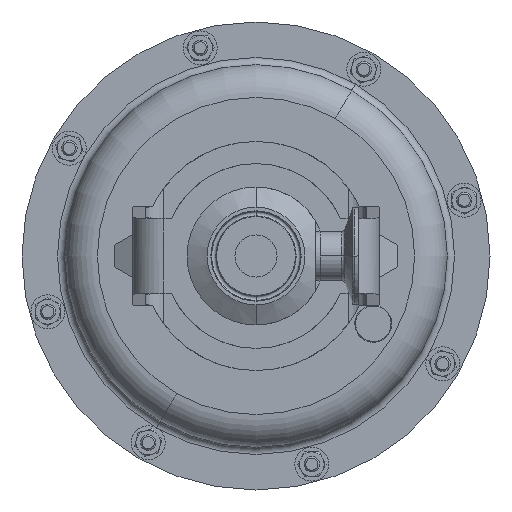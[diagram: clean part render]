
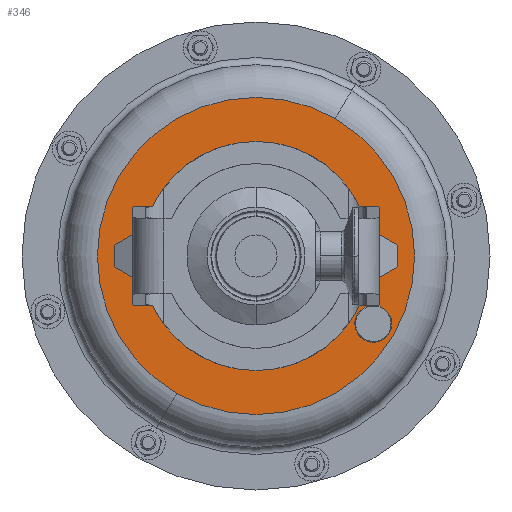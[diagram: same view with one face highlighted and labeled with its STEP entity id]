
A CAD part, front view. The second image highlights one B-rep face of the part: STEP entity #346.
In plain terms, the highlighted planar face has unit normal (0, -1, 0).
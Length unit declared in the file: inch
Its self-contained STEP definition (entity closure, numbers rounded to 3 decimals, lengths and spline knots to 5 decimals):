
#109 = DIRECTION ( 'NONE',  ( 0., 1., 0. ) ) ;
#162 = VERTEX_POINT ( 'NONE', #22926 ) ;
#346 = ADVANCED_FACE ( 'NONE', ( #17941, #19033, #27667 ), #6807, .T. ) ;
#890 = CIRCLE ( 'NONE', #6734, 0.375 ) ;
#1041 = AXIS2_PLACEMENT_3D ( 'NONE', #21179, #109, #11610 ) ;
#1834 = AXIS2_PLACEMENT_3D ( 'NONE', #11022, #22577, #8232 ) ;
#2875 = ORIENTED_EDGE ( 'NONE', *, *, #13338, .F. ) ;
#4630 = CARTESIAN_POINT ( 'NONE',  ( 0., 7.295, 0.61305 ) ) ;
#4737 = ORIENTED_EDGE ( 'NONE', *, *, #13559, .T. ) ;
#5187 = ORIENTED_EDGE ( 'NONE', *, *, #14360, .F. ) ;
#5778 = EDGE_LOOP ( 'NONE', ( #15929, #10563 ) ) ;
#6188 = EDGE_LOOP ( 'NONE', ( #2875, #5187 ) ) ;
#6577 = DIRECTION ( 'NONE',  ( 0., 1., 0. ) ) ;
#6610 = DIRECTION ( 'NONE',  ( 0., 1., 0. ) ) ;
#6734 = AXIS2_PLACEMENT_3D ( 'NONE', #14054, #6913, #23558 ) ;
#6807 = PLANE ( 'NONE',  #28116 ) ;
#6867 = CARTESIAN_POINT ( 'NONE',  ( 0., 7.295, 0.61305 ) ) ;
#6913 = DIRECTION ( 'NONE',  ( 0., 1., 0. ) ) ;
#8232 = DIRECTION ( 'NONE',  ( 0.5, 0., 0.866 ) ) ;
#8595 = AXIS2_PLACEMENT_3D ( 'NONE', #4630, #6610, #13648 ) ;
#10382 = CIRCLE ( 'NONE', #1041, 2.325 ) ;
#10563 = ORIENTED_EDGE ( 'NONE', *, *, #26923, .T. ) ;
#10592 = CIRCLE ( 'NONE', #21229, 0.375 ) ;
#11022 = CARTESIAN_POINT ( 'NONE',  ( 0., 7.295, 0.61305 ) ) ;
#11276 = DIRECTION ( 'NONE',  ( 0., -1., 0. ) ) ;
#11366 = DIRECTION ( 'NONE',  ( -0.5, 0., -0.866 ) ) ;
#11495 = CARTESIAN_POINT ( 'NONE',  ( 2.38157, 7.295, -0.76195 ) ) ;
#11610 = DIRECTION ( 'NONE',  ( 0., 0., -1. ) ) ;
#11697 = CARTESIAN_POINT ( 'NONE',  ( 2.1546, 7.295, -1.06046 ) ) ;
#12122 = VERTEX_POINT ( 'NONE', #16735 ) ;
#12317 = VERTEX_POINT ( 'NONE', #20003 ) ;
#12452 = AXIS2_PLACEMENT_3D ( 'NONE', #6867, #6577, #23517 ) ;
#13338 = EDGE_CURVE ( 'NONE', #16261, #12122, #23775, .T. ) ;
#13559 = EDGE_CURVE ( 'NONE', #12317, #22638, #10382, .T. ) ;
#13648 = DIRECTION ( 'NONE',  ( 0.5, 0., 0.866 ) ) ;
#14054 = CARTESIAN_POINT ( 'NONE',  ( 2.38157, 7.295, -0.76195 ) ) ;
#14360 = EDGE_CURVE ( 'NONE', #12122, #16261, #25260, .T. ) ;
#15929 = ORIENTED_EDGE ( 'NONE', *, *, #27376, .T. ) ;
#16261 = VERTEX_POINT ( 'NONE', #16913 ) ;
#16735 = CARTESIAN_POINT ( 'NONE',  ( -1.6095, 7.295, -2.17468 ) ) ;
#16855 = ORIENTED_EDGE ( 'NONE', *, *, #19149, .T. ) ;
#16913 = CARTESIAN_POINT ( 'NONE',  ( 1.6095, 7.295, 3.40079 ) ) ;
#17941 = FACE_BOUND ( 'NONE', #29991, .T. ) ;
#19033 = FACE_OUTER_BOUND ( 'NONE', #6188, .T. ) ;
#19149 = EDGE_CURVE ( 'NONE', #22638, #12317, #29955, .T. ) ;
#20003 = CARTESIAN_POINT ( 'NONE',  ( 0., 7.295, -1.71195 ) ) ;
#21179 = CARTESIAN_POINT ( 'NONE',  ( 0., 7.295, 0.61305 ) ) ;
#21229 = AXIS2_PLACEMENT_3D ( 'NONE', #11495, #23169, #28131 ) ;
#22120 = CARTESIAN_POINT ( 'NONE',  ( 0., 7.295, 2.93805 ) ) ;
#22577 = DIRECTION ( 'NONE',  ( 0., 1., 0. ) ) ;
#22638 = VERTEX_POINT ( 'NONE', #22120 ) ;
#22926 = CARTESIAN_POINT ( 'NONE',  ( 2.60854, 7.295, -0.46343 ) ) ;
#23169 = DIRECTION ( 'NONE',  ( 0., 1., 0. ) ) ;
#23243 = CARTESIAN_POINT ( 'NONE',  ( 2.78774, 7.295, -0.99645 ) ) ;
#23517 = DIRECTION ( 'NONE',  ( 0., 0., -1. ) ) ;
#23558 = DIRECTION ( 'NONE',  ( 0.605, 0., 0.796 ) ) ;
#23775 = CIRCLE ( 'NONE', #1834, 3.219 ) ;
#25260 = CIRCLE ( 'NONE', #8595, 3.219 ) ;
#26923 = EDGE_CURVE ( 'NONE', #29795, #162, #10592, .T. ) ;
#27376 = EDGE_CURVE ( 'NONE', #162, #29795, #890, .T. ) ;
#27667 = FACE_BOUND ( 'NONE', #5778, .T. ) ;
#28116 = AXIS2_PLACEMENT_3D ( 'NONE', #23243, #11276, #11366 ) ;
#28131 = DIRECTION ( 'NONE',  ( 0.605, 0., 0.796 ) ) ;
#29795 = VERTEX_POINT ( 'NONE', #11697 ) ;
#29955 = CIRCLE ( 'NONE', #12452, 2.325 ) ;
#29991 = EDGE_LOOP ( 'NONE', ( #4737, #16855 ) ) ;
